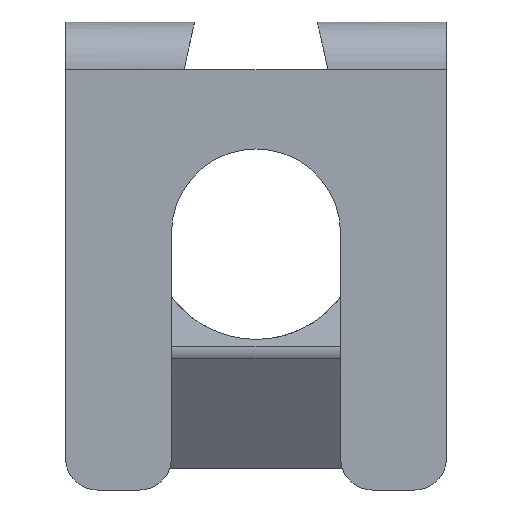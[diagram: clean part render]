
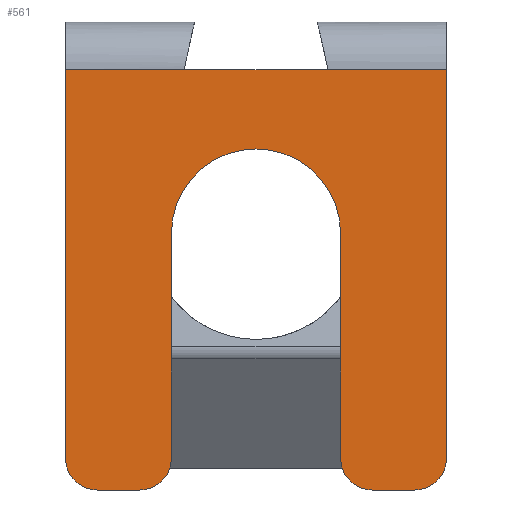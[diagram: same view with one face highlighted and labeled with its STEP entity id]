
A CAD part, front view. The second image highlights one B-rep face of the part: STEP entity #561.
In plain terms, the highlighted planar face has unit normal (0, -1, 0).
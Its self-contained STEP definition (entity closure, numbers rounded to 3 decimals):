
#1 = VERTEX_POINT ( 'NONE', #485 ) ;
#42 = CARTESIAN_POINT ( 'NONE',  ( -3.403, 0., 19.869 ) ) ;
#75 = CARTESIAN_POINT ( 'NONE',  ( 7.5, 0., 1.5 ) ) ;
#93 = VERTEX_POINT ( 'NONE', #129 ) ;
#103 = CIRCLE ( 'NONE', #1052, 1.5 ) ;
#109 = LINE ( 'NONE', #525, #177 ) ;
#120 = ORIENTED_EDGE ( 'NONE', *, *, #747, .T. ) ;
#129 = CARTESIAN_POINT ( 'NONE',  ( -9., 0., 1.5 ) ) ;
#137 = LINE ( 'NONE', #781, #429 ) ;
#146 = VERTEX_POINT ( 'NONE', #1046 ) ;
#147 = CARTESIAN_POINT ( 'NONE',  ( 3.403, 0., 19.869 ) ) ;
#177 = VECTOR ( 'NONE', #435, 1000. ) ;
#178 = DIRECTION ( 'NONE',  ( 0., 0., -1. ) ) ;
#189 = EDGE_CURVE ( 'NONE', #1049, #572, #404, .T. ) ;
#218 = DIRECTION ( 'NONE',  ( -1., 0., 0. ) ) ;
#228 = CARTESIAN_POINT ( 'NONE',  ( 9., 0., 0. ) ) ;
#236 = VERTEX_POINT ( 'NONE', #334 ) ;
#250 = EDGE_CURVE ( 'NONE', #495, #628, #325, .T. ) ;
#255 = DIRECTION ( 'NONE',  ( 0., 0., 1. ) ) ;
#272 = ORIENTED_EDGE ( 'NONE', *, *, #889, .T. ) ;
#278 = DIRECTION ( 'NONE',  ( 0., -1., 0. ) ) ;
#280 = EDGE_CURVE ( 'NONE', #93, #320, #103, .T. ) ;
#301 = AXIS2_PLACEMENT_3D ( 'NONE', #354, #278, #1001 ) ;
#320 = VERTEX_POINT ( 'NONE', #359 ) ;
#325 = LINE ( 'NONE', #987, #1011 ) ;
#334 = CARTESIAN_POINT ( 'NONE',  ( -9., 0., 19.869 ) ) ;
#335 = ORIENTED_EDGE ( 'NONE', *, *, #1027, .T. ) ;
#341 = CARTESIAN_POINT ( 'NONE',  ( 9., 0., 0. ) ) ;
#342 = ORIENTED_EDGE ( 'NONE', *, *, #546, .F. ) ;
#343 = DIRECTION ( 'NONE',  ( 0., 0., 1. ) ) ;
#354 = CARTESIAN_POINT ( 'NONE',  ( -5.5, 0., 1.5 ) ) ;
#359 = CARTESIAN_POINT ( 'NONE',  ( -7.5, 0., 0. ) ) ;
#360 = ORIENTED_EDGE ( 'NONE', *, *, #691, .F. ) ;
#363 = LINE ( 'NONE', #687, #431 ) ;
#364 = ORIENTED_EDGE ( 'NONE', *, *, #280, .T. ) ;
#374 = VECTOR ( 'NONE', #714, 1000. ) ;
#381 = EDGE_CURVE ( 'NONE', #935, #756, #860, .T. ) ;
#384 = CARTESIAN_POINT ( 'NONE',  ( -4., 0., 12.119 ) ) ;
#394 = DIRECTION ( 'NONE',  ( 0., 0., 1. ) ) ;
#397 = EDGE_CURVE ( 'NONE', #1036, #495, #109, .T. ) ;
#404 = LINE ( 'NONE', #341, #430 ) ;
#406 = EDGE_CURVE ( 'NONE', #487, #526, #504, .T. ) ;
#408 = CARTESIAN_POINT ( 'NONE',  ( 5.5, 0., 1.5 ) ) ;
#409 = FACE_OUTER_BOUND ( 'NONE', #825, .T. ) ;
#414 = AXIS2_PLACEMENT_3D ( 'NONE', #674, #601, #996 ) ;
#415 = VECTOR ( 'NONE', #218, 1000. ) ;
#429 = VECTOR ( 'NONE', #1041, 1000. ) ;
#430 = VECTOR ( 'NONE', #575, 1000. ) ;
#431 = VECTOR ( 'NONE', #945, 1000. ) ;
#435 = DIRECTION ( 'NONE',  ( -1., 0., 0. ) ) ;
#436 = ORIENTED_EDGE ( 'NONE', *, *, #651, .T. ) ;
#441 = LINE ( 'NONE', #536, #668 ) ;
#482 = ORIENTED_EDGE ( 'NONE', *, *, #397, .T. ) ;
#485 = CARTESIAN_POINT ( 'NONE',  ( 4., 0., 1.5 ) ) ;
#487 = VERTEX_POINT ( 'NONE', #384 ) ;
#495 = VERTEX_POINT ( 'NONE', #147 ) ;
#502 = AXIS2_PLACEMENT_3D ( 'NONE', #75, #901, #255 ) ;
#504 = CIRCLE ( 'NONE', #414, 4. ) ;
#525 = CARTESIAN_POINT ( 'NONE',  ( 9., 0., 19.869 ) ) ;
#526 = VERTEX_POINT ( 'NONE', #626 ) ;
#527 = AXIS2_PLACEMENT_3D ( 'NONE', #408, #974, #394 ) ;
#536 = CARTESIAN_POINT ( 'NONE',  ( -4., 0., 0. ) ) ;
#542 = CARTESIAN_POINT ( 'NONE',  ( 9., 0., 0. ) ) ;
#546 = EDGE_CURVE ( 'NONE', #1036, #146, #548, .T. ) ;
#548 = LINE ( 'NONE', #542, #374 ) ;
#559 = LINE ( 'NONE', #656, #754 ) ;
#561 = ADVANCED_FACE ( 'NONE', ( #409 ), #733, .F. ) ;
#570 = CARTESIAN_POINT ( 'NONE',  ( -5.5, 0., 0. ) ) ;
#572 = VERTEX_POINT ( 'NONE', #578 ) ;
#575 = DIRECTION ( 'NONE',  ( -1., 0., 0. ) ) ;
#578 = CARTESIAN_POINT ( 'NONE',  ( 5.5, 0., 0. ) ) ;
#582 = ORIENTED_EDGE ( 'NONE', *, *, #250, .T. ) ;
#583 = CIRCLE ( 'NONE', #502, 1.5 ) ;
#589 = EDGE_CURVE ( 'NONE', #756, #487, #441, .T. ) ;
#601 = DIRECTION ( 'NONE',  ( 0., 1., 0. ) ) ;
#605 = CARTESIAN_POINT ( 'NONE',  ( -7.5, 0., 1.5 ) ) ;
#616 = CARTESIAN_POINT ( 'NONE',  ( 9., 0., 19.869 ) ) ;
#626 = CARTESIAN_POINT ( 'NONE',  ( 4., 0., 12.119 ) ) ;
#628 = VERTEX_POINT ( 'NONE', #42 ) ;
#633 = CARTESIAN_POINT ( 'NONE',  ( 7.5, 0., 0. ) ) ;
#640 = ORIENTED_EDGE ( 'NONE', *, *, #189, .F. ) ;
#651 = EDGE_CURVE ( 'NONE', #628, #236, #363, .T. ) ;
#653 = DIRECTION ( 'NONE',  ( 0., 1., 0. ) ) ;
#656 = CARTESIAN_POINT ( 'NONE',  ( -9., 0., 0. ) ) ;
#668 = VECTOR ( 'NONE', #993, 1000. ) ;
#674 = CARTESIAN_POINT ( 'NONE',  ( 0., 0., 12.119 ) ) ;
#687 = CARTESIAN_POINT ( 'NONE',  ( 9., 0., 19.869 ) ) ;
#691 = EDGE_CURVE ( 'NONE', #935, #320, #951, .T. ) ;
#693 = CIRCLE ( 'NONE', #527, 1.5 ) ;
#704 = ORIENTED_EDGE ( 'NONE', *, *, #381, .T. ) ;
#714 = DIRECTION ( 'NONE',  ( 0., 0., -1. ) ) ;
#733 = PLANE ( 'NONE',  #928 ) ;
#747 = EDGE_CURVE ( 'NONE', #236, #93, #559, .T. ) ;
#754 = VECTOR ( 'NONE', #178, 1000. ) ;
#756 = VERTEX_POINT ( 'NONE', #959 ) ;
#763 = DIRECTION ( 'NONE',  ( 0., -1., 0. ) ) ;
#765 = EDGE_CURVE ( 'NONE', #1, #572, #693, .T. ) ;
#781 = CARTESIAN_POINT ( 'NONE',  ( 4., 0., 0. ) ) ;
#816 = ORIENTED_EDGE ( 'NONE', *, *, #589, .T. ) ;
#825 = EDGE_LOOP ( 'NONE', ( #640, #272, #342, #482, #582, #436, #120, #364, #360, #704, #816, #986, #335, #891 ) ) ;
#840 = DIRECTION ( 'NONE',  ( 0., 0., 1. ) ) ;
#860 = CIRCLE ( 'NONE', #301, 1.5 ) ;
#889 = EDGE_CURVE ( 'NONE', #1049, #146, #583, .T. ) ;
#891 = ORIENTED_EDGE ( 'NONE', *, *, #765, .T. ) ;
#901 = DIRECTION ( 'NONE',  ( 0., -1., 0. ) ) ;
#928 = AXIS2_PLACEMENT_3D ( 'NONE', #1051, #653, #840 ) ;
#935 = VERTEX_POINT ( 'NONE', #570 ) ;
#945 = DIRECTION ( 'NONE',  ( -1., 0., 0. ) ) ;
#951 = LINE ( 'NONE', #228, #415 ) ;
#959 = CARTESIAN_POINT ( 'NONE',  ( -4., 0., 1.5 ) ) ;
#974 = DIRECTION ( 'NONE',  ( 0., -1., 0. ) ) ;
#981 = DIRECTION ( 'NONE',  ( -1., 0., 0. ) ) ;
#986 = ORIENTED_EDGE ( 'NONE', *, *, #406, .T. ) ;
#987 = CARTESIAN_POINT ( 'NONE',  ( 3.403, 0., 19.869 ) ) ;
#993 = DIRECTION ( 'NONE',  ( 0., 0., 1. ) ) ;
#996 = DIRECTION ( 'NONE',  ( 0., 0., 1. ) ) ;
#1001 = DIRECTION ( 'NONE',  ( 0., 0., 1. ) ) ;
#1011 = VECTOR ( 'NONE', #981, 1000. ) ;
#1027 = EDGE_CURVE ( 'NONE', #526, #1, #137, .T. ) ;
#1036 = VERTEX_POINT ( 'NONE', #616 ) ;
#1041 = DIRECTION ( 'NONE',  ( 0., 0., -1. ) ) ;
#1046 = CARTESIAN_POINT ( 'NONE',  ( 9., 0., 1.5 ) ) ;
#1049 = VERTEX_POINT ( 'NONE', #633 ) ;
#1051 = CARTESIAN_POINT ( 'NONE',  ( 9., 0., 0. ) ) ;
#1052 = AXIS2_PLACEMENT_3D ( 'NONE', #605, #763, #343 ) ;
